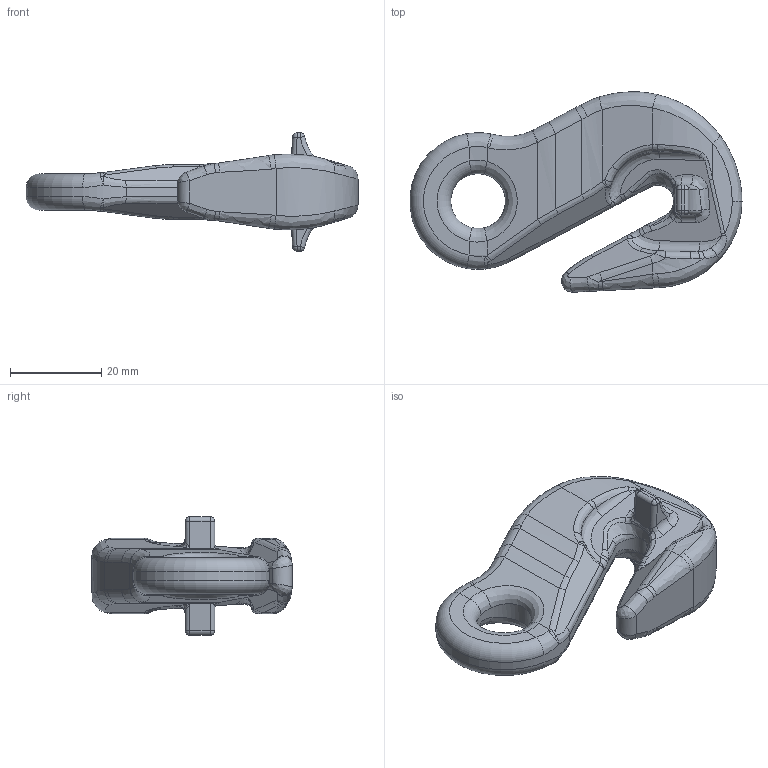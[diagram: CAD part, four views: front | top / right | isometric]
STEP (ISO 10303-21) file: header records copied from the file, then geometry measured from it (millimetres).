
FILE_DESCRIPTION(/* description */ (''),/* implementation_level */ '2;1');
FILE_NAME(/* name */ 'PW_6_Kundenmodell.stp',/* time_stamp */ '2018-01-26T11:18:51+01:00',/* author */ (''),/* organization */ (''),/* preprocessor_version */ 'ST-DEVELOPER v16',/* originating_system */ 'SIEMENS PLM Software NX 11.0',/* authorisation */ '');
FILE_SCHEMA (('AUTOMOTIVE_DESIGN { 1 0 10303 214 3 1 1 1 }'));
Length unit declared in the file: millimetre
Products named in the file (1): zer3144E6125hse
Bounding box: 72.85 x 43.99 x 26 mm (x, y, z)
Volume: 22053.4 mm3; surface area: 6827.2 mm2
Topology: 1 solids, 1 shells, 276 faces, 651 edges, 364 vertices
Faces by surface type: bspline 176, cylinder 52, plane 28, torus 8, sphere 8, extrusion 4
Full cylindrical faces by diameter (mm): 12 x1
Entity records: 13421 total; most frequent: CARTESIAN_POINT 8286, ORIENTED_EDGE 1278, DIRECTION 797, EDGE_CURVE 639, VERTEX_POINT 364, AXIS2_PLACEMENT_3D 351, B_SPLINE_CURVE_WITH_KNOTS 290, EDGE_LOOP 277
